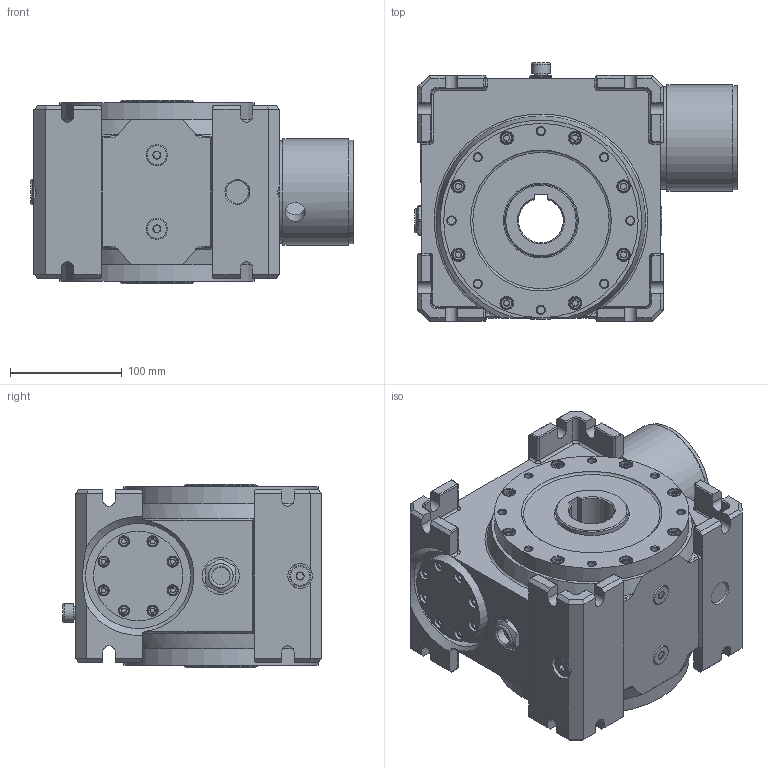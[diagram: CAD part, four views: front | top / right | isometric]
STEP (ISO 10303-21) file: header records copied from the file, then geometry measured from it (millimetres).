
FILE_DESCRIPTION( ( 'Unknown' ), '1' );
FILE_NAME( 'SGA74-1.stp', 'Unknown', ( 'Unknown' ), ( 'Unknown' ), 'PSStep 13.0', 'Unknown', ' ' );
FILE_SCHEMA( ( 'AUTOMOTIVE_DESIGN { 1 0 10303 214 1 1 1 1 }' ) );
Length unit declared in the file: millimetre
Products named in the file (1): Gehaeuse
Bounding box: 288.75 x 231.5 x 164 mm (x, y, z)
Volume: 6285312.6 mm3; surface area: 403318.7 mm2
Topology: 1 solids, 26 shells, 1093 faces, 2511 edges, 1614 vertices
Faces by surface type: plane 577, cylinder 239, cone 122, bspline 101, torus 52, extrusion 2
Full cylindrical faces by diameter (mm): 4.2 x8, 5 x8, 5.5 x16, 6 x16, 6.5 x16, 6.8 x16, 8.5 x8, 10 x32, 11 x17, 16 x1, 17 x2, 18 x1, 19 x5, 22 x5, 27 x3, 28 x1, 33 x2, 42 x2, 65 x3, 67 x2, 80 x1, 90 x2, 92 x1, 93 x1, 94 x2, 95 x1, 174 x2
Entity records: 59249 total; most frequent: CARTESIAN_POINT 28831, ORIENTED_EDGE 4122, DIRECTION 4114, EDGE_CURVE 2061, AXIS2_PLACEMENT_3D 1630, EDGE_LOOP 1616, VERTEX_POINT 1499, FACE_OUTER_BOUND 1302
